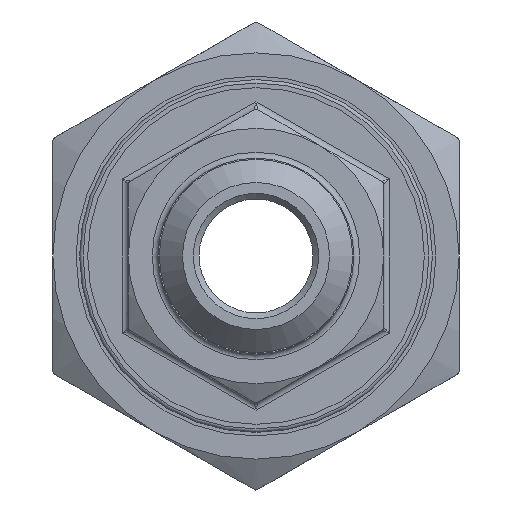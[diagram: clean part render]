
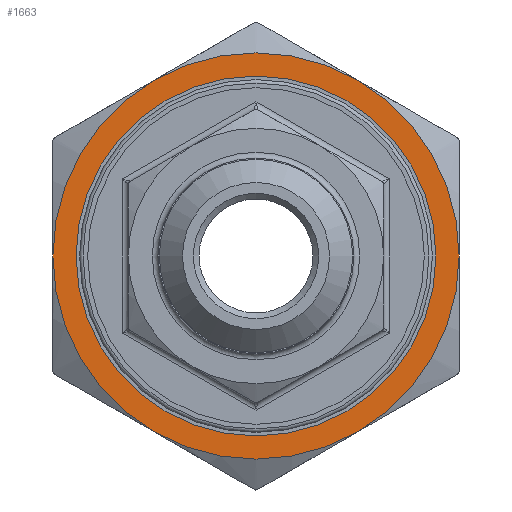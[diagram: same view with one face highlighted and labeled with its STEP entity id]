
A CAD part, front view. The second image highlights one B-rep face of the part: STEP entity #1663.
In plain terms, the highlighted planar face has unit normal (0, -1, 0).
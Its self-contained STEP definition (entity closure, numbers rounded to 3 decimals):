
#349=PLANE('',#1908);
#383=FACE_BOUND('',#649,.T.);
#499=FACE_OUTER_BOUND('',#648,.T.);
#648=EDGE_LOOP('',(#1532,#1533,#1534,#1535,#1536,#1537));
#649=EDGE_LOOP('',(#1538));
#655=CIRCLE('',#1697,17.5);
#656=CIRCLE('',#1703,17.5);
#657=CIRCLE('',#1709,17.5);
#658=CIRCLE('',#1715,17.5);
#660=CIRCLE('',#1725,17.5);
#710=CIRCLE('',#1888,17.5);
#714=CIRCLE('',#1897,15.5);
#725=VERTEX_POINT('',#2444);
#729=VERTEX_POINT('',#2462);
#732=VERTEX_POINT('',#2474);
#738=VERTEX_POINT('',#2500);
#744=VERTEX_POINT('',#2526);
#755=VERTEX_POINT('',#2567);
#858=VERTEX_POINT('',#3280);
#875=EDGE_CURVE('',#725,#729,#655,.T.);
#884=EDGE_CURVE('',#732,#725,#656,.T.);
#893=EDGE_CURVE('',#738,#732,#657,.T.);
#902=EDGE_CURVE('',#744,#738,#658,.T.);
#913=EDGE_CURVE('',#729,#755,#660,.T.);
#1081=EDGE_CURVE('',#755,#744,#710,.T.);
#1086=EDGE_CURVE('',#858,#858,#714,.T.);
#1532=ORIENTED_EDGE('',*,*,#884,.T.);
#1533=ORIENTED_EDGE('',*,*,#875,.T.);
#1534=ORIENTED_EDGE('',*,*,#913,.T.);
#1535=ORIENTED_EDGE('',*,*,#1081,.T.);
#1536=ORIENTED_EDGE('',*,*,#902,.T.);
#1537=ORIENTED_EDGE('',*,*,#893,.T.);
#1538=ORIENTED_EDGE('',*,*,#1086,.T.);
#1663=ADVANCED_FACE('',(#499,#383),#349,.T.);
#1697=AXIS2_PLACEMENT_3D('',#2466,#1939,#1940);
#1703=AXIS2_PLACEMENT_3D('',#2492,#1953,#1954);
#1709=AXIS2_PLACEMENT_3D('',#2518,#1967,#1968);
#1715=AXIS2_PLACEMENT_3D('',#2544,#1981,#1982);
#1725=AXIS2_PLACEMENT_3D('',#2571,#2004,#2005);
#1888=AXIS2_PLACEMENT_3D('',#3265,#2378,#2379);
#1897=AXIS2_PLACEMENT_3D('',#3281,#2396,#2397);
#1908=AXIS2_PLACEMENT_3D('',#3294,#2418,#2419);
#1939=DIRECTION('center_axis',(0.,-1.,0.));
#1940=DIRECTION('ref_axis',(1.,0.,0.));
#1953=DIRECTION('center_axis',(0.,-1.,0.));
#1954=DIRECTION('ref_axis',(1.,0.,0.));
#1967=DIRECTION('center_axis',(0.,-1.,0.));
#1968=DIRECTION('ref_axis',(1.,0.,0.));
#1981=DIRECTION('center_axis',(0.,-1.,0.));
#1982=DIRECTION('ref_axis',(1.,0.,0.));
#2004=DIRECTION('center_axis',(0.,-1.,0.));
#2005=DIRECTION('ref_axis',(1.,0.,0.));
#2378=DIRECTION('center_axis',(0.,-1.,0.));
#2379=DIRECTION('ref_axis',(1.,0.,0.));
#2396=DIRECTION('center_axis',(0.,1.,0.));
#2397=DIRECTION('ref_axis',(1.,0.,0.));
#2418=DIRECTION('center_axis',(0.,-1.,0.));
#2419=DIRECTION('ref_axis',(0.,0.,-1.));
#2444=CARTESIAN_POINT('',(-8.75,-7.25,-15.155));
#2462=CARTESIAN_POINT('',(8.75,-7.25,-15.155));
#2466=CARTESIAN_POINT('Origin',(0.,-7.25,0.));
#2474=CARTESIAN_POINT('',(-17.5,-7.25,0.));
#2492=CARTESIAN_POINT('Origin',(0.,-7.25,0.));
#2500=CARTESIAN_POINT('',(-8.75,-7.25,15.155));
#2518=CARTESIAN_POINT('Origin',(0.,-7.25,0.));
#2526=CARTESIAN_POINT('',(8.75,-7.25,15.155));
#2544=CARTESIAN_POINT('Origin',(0.,-7.25,0.));
#2567=CARTESIAN_POINT('',(17.5,-7.25,0.));
#2571=CARTESIAN_POINT('Origin',(0.,-7.25,0.));
#3265=CARTESIAN_POINT('Origin',(0.,-7.25,0.));
#3280=CARTESIAN_POINT('',(-15.5,-7.25,0.));
#3281=CARTESIAN_POINT('Origin',(0.,-7.25,0.));
#3294=CARTESIAN_POINT('Origin',(0.,-7.25,0.));
